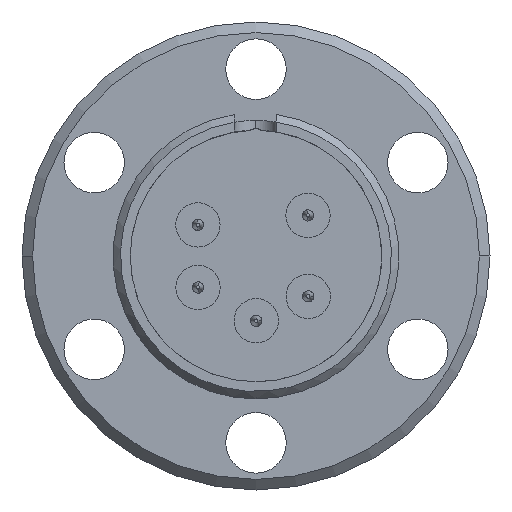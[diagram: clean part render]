
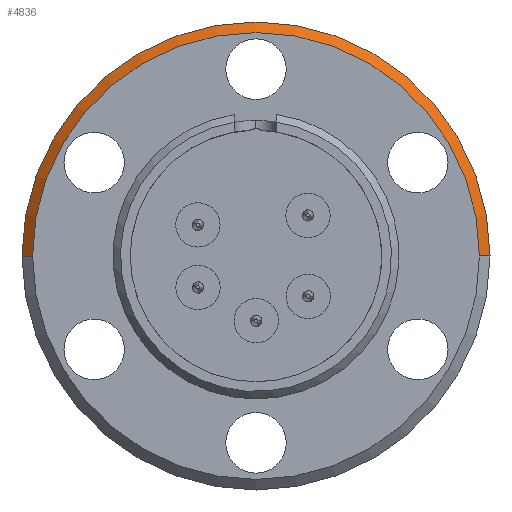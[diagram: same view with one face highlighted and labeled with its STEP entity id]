
A CAD part, front view. The second image highlights one B-rep face of the part: STEP entity #4836.
In plain terms, the highlighted conical face has half-angle 45 degrees and reference radius 16.129 mm.
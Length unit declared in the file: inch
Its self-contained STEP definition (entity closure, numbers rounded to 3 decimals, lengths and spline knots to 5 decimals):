
#205 = LINE ( 'NONE', #2428, #4693 ) ;
#310 = CARTESIAN_POINT ( 'NONE',  ( 0.635, -0.285, 0. ) ) ;
#1426 = ORIENTED_EDGE ( 'NONE', *, *, #2981, .T. ) ;
#1428 = ORIENTED_EDGE ( 'NONE', *, *, #2979, .T. ) ;
#1433 = VERTEX_POINT ( 'NONE', #3675 ) ;
#1533 = EDGE_LOOP ( 'NONE', ( #1428, #1426, #1858, #1912 ) ) ;
#1762 = VERTEX_POINT ( 'NONE', #4720 ) ;
#1858 = ORIENTED_EDGE ( 'NONE', *, *, #2969, .F. ) ;
#1912 = ORIENTED_EDGE ( 'NONE', *, *, #2972, .F. ) ;
#2006 = AXIS2_PLACEMENT_3D ( 'NONE', #2431, #2430, #2429 ) ;
#2011 = AXIS2_PLACEMENT_3D ( 'NONE', #2464, #2462, #2461 ) ;
#2427 = DIRECTION ( 'NONE',  ( 0.707, 0.707, 0. ) ) ;
#2428 = CARTESIAN_POINT ( 'NONE',  ( 0.635, -0.285, 0. ) ) ;
#2429 = DIRECTION ( 'NONE',  ( -1., 0., 0. ) ) ;
#2430 = DIRECTION ( 'NONE',  ( 0., 1., 0. ) ) ;
#2431 = CARTESIAN_POINT ( 'NONE',  ( 0., -0.285, 0. ) ) ;
#2453 = DIRECTION ( 'NONE',  ( -0.707, 0.707, 0. ) ) ;
#2455 = CARTESIAN_POINT ( 'NONE',  ( -0.635, -0.285, 0. ) ) ;
#2461 = DIRECTION ( 'NONE',  ( -1., 0., 0. ) ) ;
#2462 = DIRECTION ( 'NONE',  ( 0., 1., 0. ) ) ;
#2464 = CARTESIAN_POINT ( 'NONE',  ( 0., -0.255, 0. ) ) ;
#2770 = FACE_OUTER_BOUND ( 'NONE', #1533, .T. ) ;
#2810 = CONICAL_SURFACE ( 'NONE', #3778, 0.635, 0.785 ) ;
#2969 = EDGE_CURVE ( 'NONE', #1433, #3333, #4487, .T. ) ;
#2972 = EDGE_CURVE ( 'NONE', #1762, #1433, #4692, .T. ) ;
#2979 = EDGE_CURVE ( 'NONE', #1762, #3172, #4689, .T. ) ;
#2981 = EDGE_CURVE ( 'NONE', #3172, #3333, #205, .T. ) ;
#3172 = VERTEX_POINT ( 'NONE', #310 ) ;
#3333 = VERTEX_POINT ( 'NONE', #3475 ) ;
#3475 = CARTESIAN_POINT ( 'NONE',  ( 0.665, -0.255, 0. ) ) ;
#3675 = CARTESIAN_POINT ( 'NONE',  ( -0.665, -0.255, 0. ) ) ;
#3778 = AXIS2_PLACEMENT_3D ( 'NONE', #4215, #4213, #4211 ) ;
#4211 = DIRECTION ( 'NONE',  ( -1., 0., 0. ) ) ;
#4213 = DIRECTION ( 'NONE',  ( 0., 1., 0. ) ) ;
#4215 = CARTESIAN_POINT ( 'NONE',  ( 0., -0.285, 0. ) ) ;
#4487 = CIRCLE ( 'NONE', #2011, 0.665 ) ;
#4689 = CIRCLE ( 'NONE', #2006, 0.635 ) ;
#4692 = LINE ( 'NONE', #2455, #4697 ) ;
#4693 = VECTOR ( 'NONE', #2427, 39.37008 ) ;
#4697 = VECTOR ( 'NONE', #2453, 39.37008 ) ;
#4720 = CARTESIAN_POINT ( 'NONE',  ( -0.635, -0.285, 0. ) ) ;
#4836 = ADVANCED_FACE ( 'NONE', ( #2770 ), #2810, .T. ) ;
